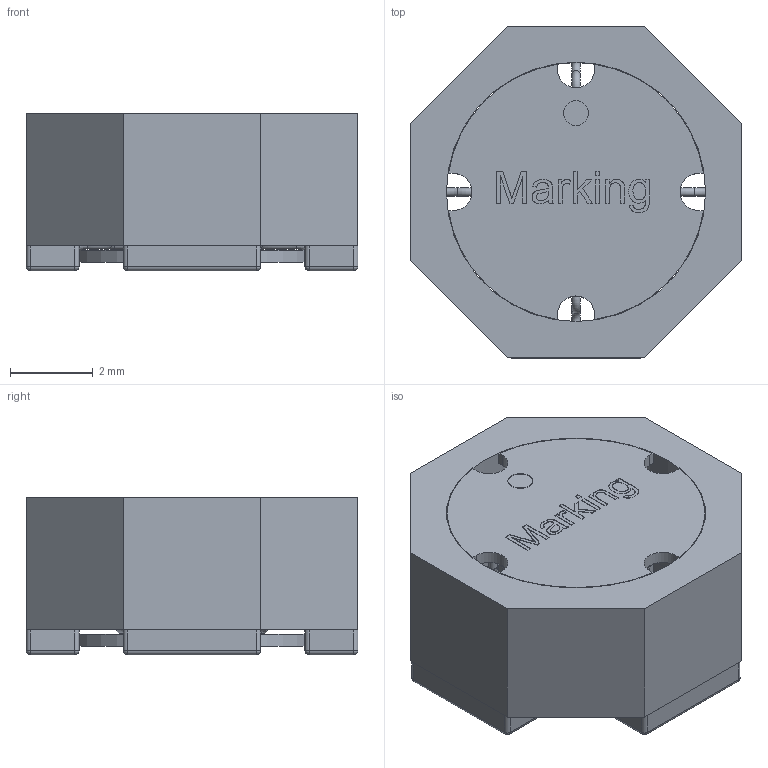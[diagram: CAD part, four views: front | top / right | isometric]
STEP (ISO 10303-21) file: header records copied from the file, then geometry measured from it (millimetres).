
FILE_DESCRIPTION( ( 'Unknown' ), '1' );
FILE_NAME( '7448944xxx.stp', 'Unknown', ( 'Unknown' ), ( 'Unknown' ), 'PSStep 17.0.49', 'Unknown', ' ' );
FILE_SCHEMA( ( 'AUTOMOTIVE_DESIGN { 1 0 10303 214 1 1 1 1 }' ) );
Length unit declared in the file: millimetre
Products named in the file (8): Assem1; Schirmring; Kern; pins
Assembly tree (7 placements, depth 2):
  Assem1
    Schirmring
    Kern
    Kern
    pins
    pins
    pins
    pins
Bounding box: 8 x 8 x 3.8 mm (x, y, z)
Volume: 122.2 mm3; surface area: 410.6 mm2
Topology: 7 solids, 7 shells, 239 faces, 567 edges, 342 vertices
Faces by surface type: plane 120, cylinder 62, torus 22, extrusion 16, sphere 16, bspline 3
Full cylindrical faces by diameter (mm): 0.2 x11, 0.6 x1, 3.2 x1, 6.25 x1
Entity records: 9545 total; most frequent: CARTESIAN_POINT 2383, ORIENTED_EDGE 1028, DIRECTION 1009, EDGE_CURVE 514, AXIS2_PLACEMENT_3D 376, VERTEX_POINT 341, EDGE_LOOP 293, FACE_OUTER_BOUND 275
